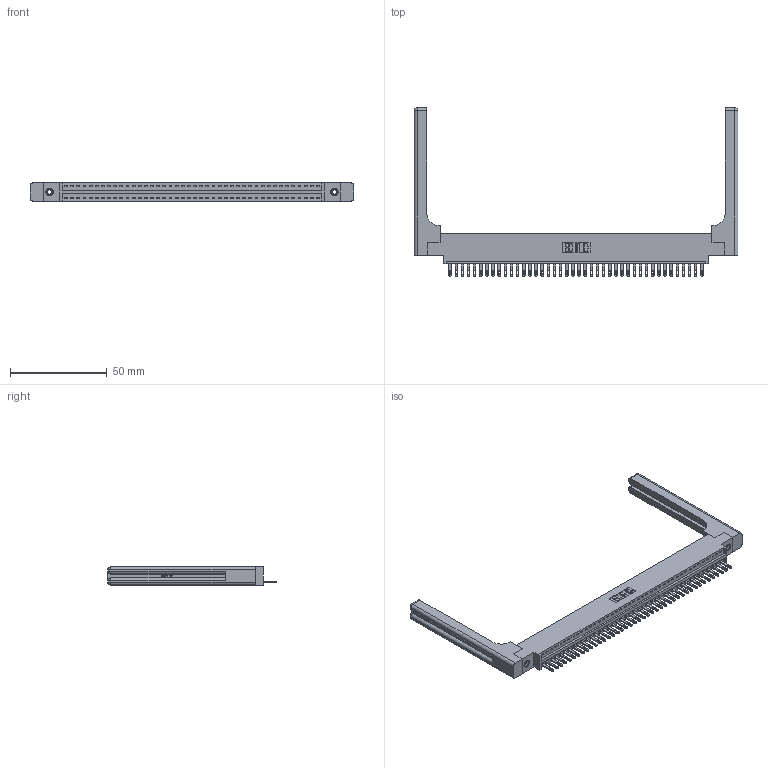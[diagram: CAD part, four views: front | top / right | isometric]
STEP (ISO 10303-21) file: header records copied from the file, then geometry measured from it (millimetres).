
FILE_DESCRIPTION (( 'STEP AP203' ), '1' );
FILE_NAME ('346-042-500-658.STEP', '2022-05-09T13:59:37', ( '' ), ( '' ), 'SwSTEP 2.0', 'SolidWorks 2020', '' );
FILE_SCHEMA (( 'CONFIG_CONTROL_DESIGN' ));
Length unit declared in the file: inch
Products named in the file (5): 346 Part_0.170 Offset - 0.156 Dia-TH; 346-042-500-658; 346-220-058_345-220-058; 345-292-001_345-293-100; 345-250-001_345-250-001-102
Assembly tree (47 placements, depth 2):
  346-042-500-658
    346 Part_0.170 Offset - 0.156 Dia-TH
    345-292-001_345-293-100  x42
    345-250-001_345-250-001-102  x2
    346-220-058_345-220-058  x2
Bounding box: 167.41 x 87.12 x 9.4 mm (x, y, z)
Volume: 23396.7 mm3; surface area: 25305.8 mm2
Topology: 47 solids, 47 shells, 2664 faces, 8099 edges, 5378 vertices
Faces by surface type: plane 1670, cylinder 934, bspline 36, cone 12, sphere 8, torus 4
Entity records: 31726 total; most frequent: CARTESIAN_POINT 6421, ORIENTED_EDGE 5192, DIRECTION 4596, EDGE_CURVE 2596, VECTOR 2200, LINE 2200, VERTEX_POINT 1722, AXIS2_PLACEMENT_3D 1198
